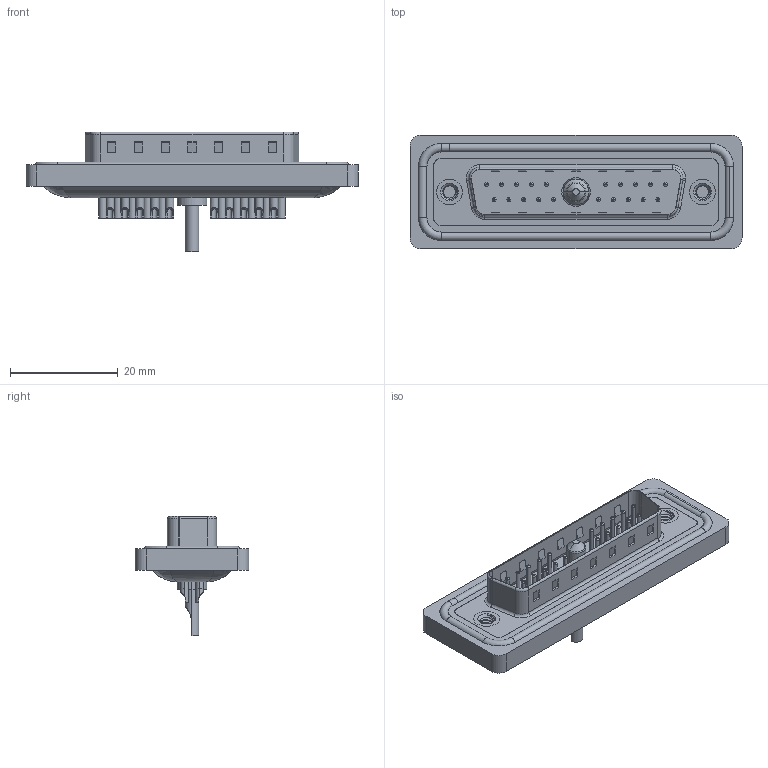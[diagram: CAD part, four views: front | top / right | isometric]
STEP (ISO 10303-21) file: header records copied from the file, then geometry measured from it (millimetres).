
FILE_DESCRIPTION (( 'STEP AP203' ), '1' );
FILE_NAME ('627W21W1122-1N2.STEP', '2024-03-20T15:11:20', ( '' ), ( '' ), 'SwSTEP 2.0', 'SolidWorks 2023', '' );
FILE_SCHEMA (( 'CONFIG_CONTROL_DESIGN' ));
Length unit declared in the file: millimetre
Products named in the file (9): 627W21W1122-1N2; Power Pin_10A SC; 627Combo Contact Row 2_22; 627Combo Threaded Rivet_2; 627Combo Waterproof Housing_25 Contacts; 627Combo Shell Rear_25 Contacts; 627Combo Housing_21W1; 627Combo Shell Front_25 Contacts; 627Combo Contact Row 1_22
Assembly tree (27 placements, depth 2):
  627W21W1122-1N2
    627Combo Housing_21W1
    627Combo Waterproof Housing_25 Contacts
    627Combo Shell Rear_25 Contacts
    627Combo Shell Front_25 Contacts
    627Combo Threaded Rivet_2  x2
    Power Pin_10A SC
    627Combo Contact Row 1_22  x10
    627Combo Contact Row 2_22  x10
Bounding box: 61.75 x 21.1 x 22.3 mm (x, y, z)
Volume: 7225.7 mm3; surface area: 12160.2 mm2
Topology: 29 solids, 29 shells, 1267 faces, 3001 edges, 1846 vertices
Faces by surface type: cylinder 530, plane 401, torus 266, cone 59, bspline 11
Entity records: 24390 total; most frequent: CARTESIAN_POINT 5606, DIRECTION 3848, ORIENTED_EDGE 3440, EDGE_CURVE 1720, AXIS2_PLACEMENT_3D 1487, VERTEX_POINT 1092, LINE 874, VECTOR 874
